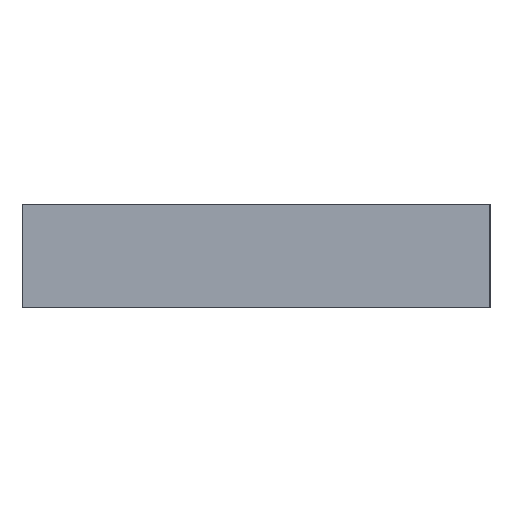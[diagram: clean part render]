
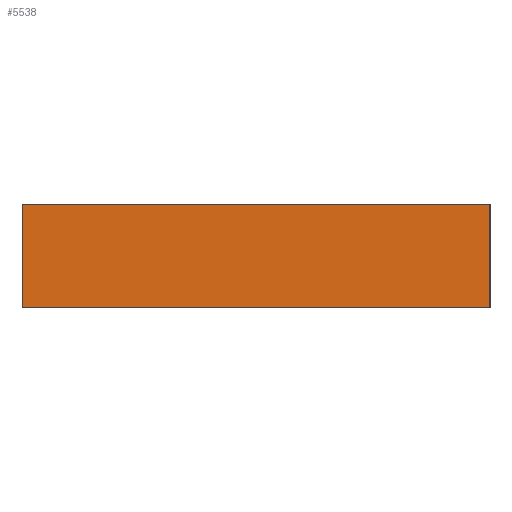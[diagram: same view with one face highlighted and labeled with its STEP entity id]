
A CAD part, left-side view. The second image highlights one B-rep face of the part: STEP entity #5538.
In plain terms, the highlighted planar face has unit normal (-1, 0, 0).
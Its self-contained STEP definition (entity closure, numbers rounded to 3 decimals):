
#408=FACE_OUTER_BOUND('',#716,.T.);
#716=EDGE_LOOP('',(#5001,#5002,#5003,#5004));
#759=LINE('',#7370,#1482);
#1055=LINE('',#8045,#1778);
#1161=LINE('',#8265,#1884);
#1373=LINE('',#8686,#2096);
#1482=VECTOR('',#5940,10.);
#1778=VECTOR('',#6444,10.);
#1884=VECTOR('',#6592,10.);
#2096=VECTOR('',#7084,10.);
#2208=VERTEX_POINT('',#7367);
#2209=VERTEX_POINT('',#7369);
#2483=VERTEX_POINT('',#8042);
#2484=VERTEX_POINT('',#8044);
#2717=EDGE_CURVE('',#2208,#2209,#759,.T.);
#3061=EDGE_CURVE('',#2484,#2483,#1055,.F.);
#3174=EDGE_CURVE('',#2484,#2208,#1161,.T.);
#3386=EDGE_CURVE('',#2483,#2209,#1373,.T.);
#5001=ORIENTED_EDGE('',*,*,#3061,.T.);
#5002=ORIENTED_EDGE('',*,*,#3386,.T.);
#5003=ORIENTED_EDGE('',*,*,#2717,.F.);
#5004=ORIENTED_EDGE('',*,*,#3174,.F.);
#5265=PLANE('',#5885);
#5538=ADVANCED_FACE('',(#408),#5265,.T.);
#5885=AXIS2_PLACEMENT_3D('',#8841,#7272,#7273);
#5940=DIRECTION('',(0.,-1.,0.));
#6444=DIRECTION('',(0.,1.,0.));
#6592=DIRECTION('',(0.,0.,1.));
#7084=DIRECTION('',(0.,0.,1.));
#7272=DIRECTION('center_axis',(-1.,0.,0.));
#7273=DIRECTION('ref_axis',(0.,-1.,0.));
#7367=CARTESIAN_POINT('',(50.,118.,15.));
#7369=CARTESIAN_POINT('',(50.,50.,15.));
#7370=CARTESIAN_POINT('',(50.,118.,15.));
#8042=CARTESIAN_POINT('',(50.,50.,0.));
#8044=CARTESIAN_POINT('',(50.,118.,0.));
#8045=CARTESIAN_POINT('',(50.,84.,0.));
#8265=CARTESIAN_POINT('',(50.,118.,0.));
#8686=CARTESIAN_POINT('',(50.,50.,0.));
#8841=CARTESIAN_POINT('Origin',(50.,118.,0.));
